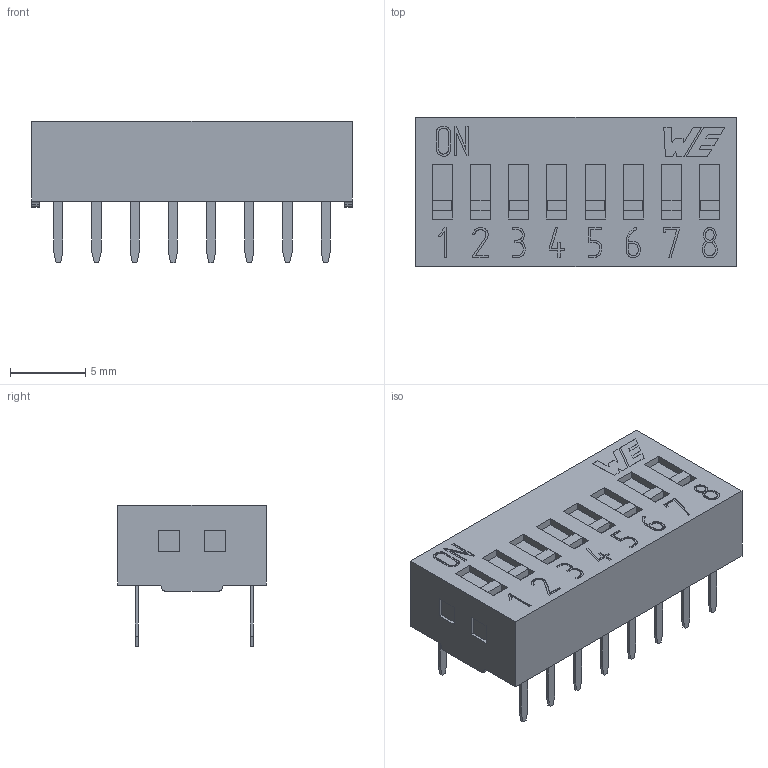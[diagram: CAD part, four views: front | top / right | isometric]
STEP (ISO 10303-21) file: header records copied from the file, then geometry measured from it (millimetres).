
FILE_DESCRIPTION( ( 'Unknown' ), '1' );
FILE_NAME( '4181171709xx.stp', 'Unknown', ( 'Unknown' ), ( 'Unknown' ), 'PSStep 16.0.42', 'Unknown', ' ' );
FILE_SCHEMA( ( 'AUTOMOTIVE_DESIGN { 1 0 10303 214 1 1 1 1 }' ) );
Length unit declared in the file: millimetre
Products named in the file (4): Assem1; Base_switch; clip; base
Assembly tree (10 placements, depth 2):
  Assem1
    Base_switch
    clip  x8
    base
Bounding box: 21.32 x 9.9 x 9.4 mm (x, y, z)
Volume: 735.7 mm3; surface area: 2258.3 mm2
Topology: 10 solids, 10 shells, 452 faces, 1164 edges, 776 vertices
Faces by surface type: plane 413, extrusion 23, cylinder 16
Entity records: 13664 total; most frequent: CARTESIAN_POINT 2946, ORIENTED_EDGE 1732, DIRECTION 1391, EDGE_CURVE 866, VECTOR 713, LINE 690, VERTEX_POINT 580, EDGE_LOOP 390
